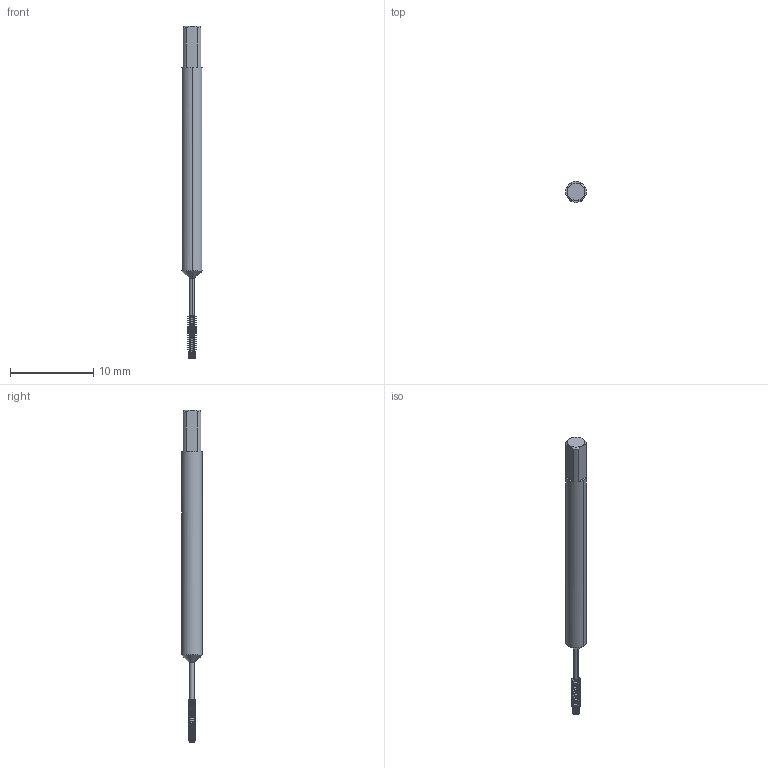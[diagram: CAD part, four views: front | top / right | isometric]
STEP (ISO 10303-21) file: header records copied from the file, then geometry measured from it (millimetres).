
FILE_DESCRIPTION(('no description'),'unknown implementation level');
FILE_NAME('solidosaMU6KFGqMYMUFfQKcQLbu8dMc_1.STP',' ',('CIM GmbH Aachen'),('CADClick - KiM GmbH - www.kimweb.de'),'unknown preprocess','ACIS','unknown authorization');
FILE_SCHEMA(('automotive_design'));
Length unit declared in the file: millimetre
Products named in the file (2): 1; 2
Bounding box: 2.5 x 2.5 x 40 mm (x, y, z)
Volume: 146.9 mm3; surface area: 291.8 mm2
Topology: 2 solids, 2 shells, 335 faces, 923 edges, 570 vertices
Faces by surface type: cone 182, cylinder 134, plane 17, revolution 2
Entity records: 23742 total; most frequent: CARTESIAN_POINT 5381, STYLED_ITEM 1808, PRESENTATION_STYLE_ASSIGNMENT 1808, COLOUR_RGB 1808, ORIENTED_EDGE 1802, DIRECTION 1737, EDGE_CURVE 901, CURVE_STYLE 901
